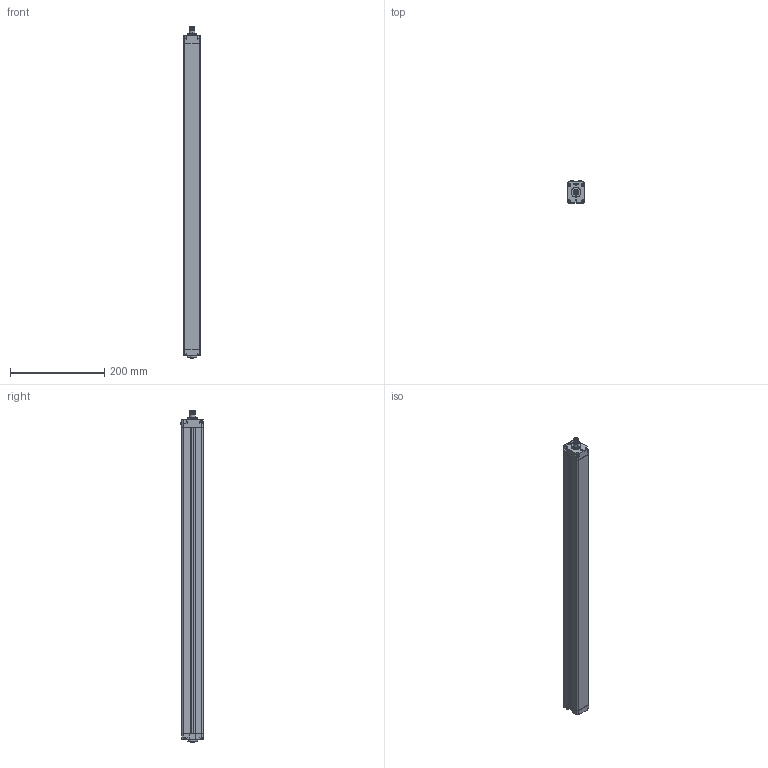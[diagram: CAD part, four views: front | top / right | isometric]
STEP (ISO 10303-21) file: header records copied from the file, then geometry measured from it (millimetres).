
FILE_DESCRIPTION((''),'2;1');
FILE_NAME('145445_SW','2011-02-28T',('banengservice'),('BANNER ENGINEERING'),'PRO/ENGINEER BY PARAMETRIC TECHNOLOGY CORPORATION, 2009141','PRO/ENGINEER BY PARAMETRIC TECHNOLOGY CORPORATION, 2009141','');
FILE_SCHEMA(('CONFIG_CONTROL_DESIGN'));
Length unit declared in the file: inch
Products named in the file (1): 145445_SW
Bounding box: 36 x 47.41 x 704.12 mm (x, y, z)
Volume: 436508.5 mm3; surface area: 260554.4 mm2
Topology: 1 solids, 2 shells, 1162 faces, 3122 edges, 1952 vertices
Faces by surface type: cylinder 545, plane 478, torus 44, sphere 42, cone 28, bspline 25
Entity records: 45431 total; most frequent: CARTESIAN_POINT 15794, DIRECTION 6352, ORIENTED_EDGE 6176, EDGE_CURVE 3088, AXIS2_PLACEMENT_3D 2309, VERTEX_POINT 1952, VECTOR 1734, LINE 1734
